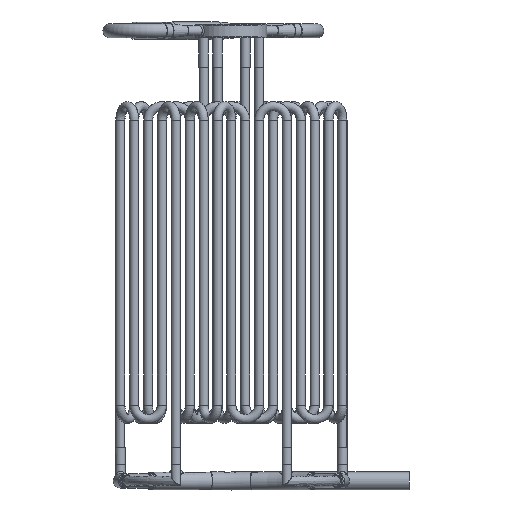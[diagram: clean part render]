
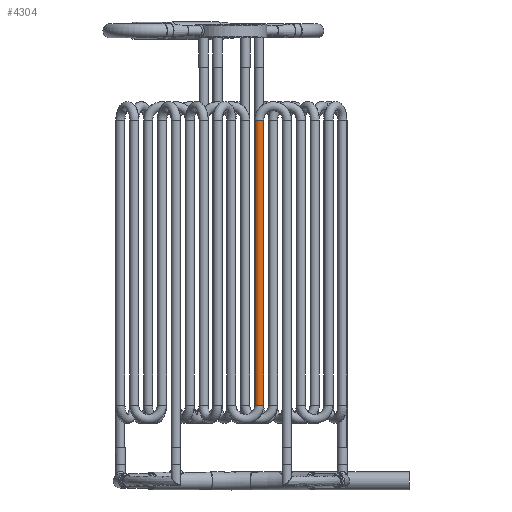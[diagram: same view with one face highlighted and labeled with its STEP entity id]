
A CAD part, left-side view. The second image highlights one B-rep face of the part: STEP entity #4304.
In plain terms, the highlighted cylindrical face has radius 15.684 mm (diameter 31.369 mm), a full revolution.
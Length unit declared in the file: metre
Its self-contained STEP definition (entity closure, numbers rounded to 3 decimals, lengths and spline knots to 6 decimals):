
#919=ORIENTED_EDGE('',*,*,#1419,.F.);
#920=ORIENTED_EDGE('',*,*,#1417,.F.);
#1417=EDGE_CURVE('',#1818,#1818,#2164,.T.);
#1419=EDGE_CURVE('',#1820,#1820,#2166,.T.);
#1818=VERTEX_POINT('',#15547);
#1820=VERTEX_POINT('',#15553);
#2164=CIRCLE('',#4935,0.015685);
#2166=CIRCLE('',#4939,0.015685);
#2863=EDGE_LOOP('',(#919));
#2864=EDGE_LOOP('',(#920));
#3655=FACE_BOUND('',#2863,.T.);
#3656=FACE_BOUND('',#2864,.T.);
#3962=CYLINDRICAL_SURFACE('',#4938,0.015685);
#4304=ADVANCED_FACE('',(#3655,#3656),#3962,.T.);
#4935=AXIS2_PLACEMENT_3D('',#15546,#6170,#6171);
#4938=AXIS2_PLACEMENT_3D('',#15551,#6176,#6177);
#4939=AXIS2_PLACEMENT_3D('',#15552,#6178,#6179);
#6170=DIRECTION('',(0.,0.,-1.));
#6171=DIRECTION('',(0.,-1.,0.));
#6176=DIRECTION('',(0.,0.,-1.));
#6177=DIRECTION('',(0.5,0.866,0.));
#6178=DIRECTION('',(0.,0.,1.));
#6179=DIRECTION('',(-0.5,-0.866,0.));
#15546=CARTESIAN_POINT('',(-0.329956,-0.09525,-0.053975));
#15547=CARTESIAN_POINT('',(-0.329956,-0.110934,-0.053975));
#15551=CARTESIAN_POINT('',(-0.329956,-0.09525,0.923925));
#15552=CARTESIAN_POINT('',(-0.329956,-0.09525,0.923925));
#15553=CARTESIAN_POINT('',(-0.337798,-0.108833,0.923925));
